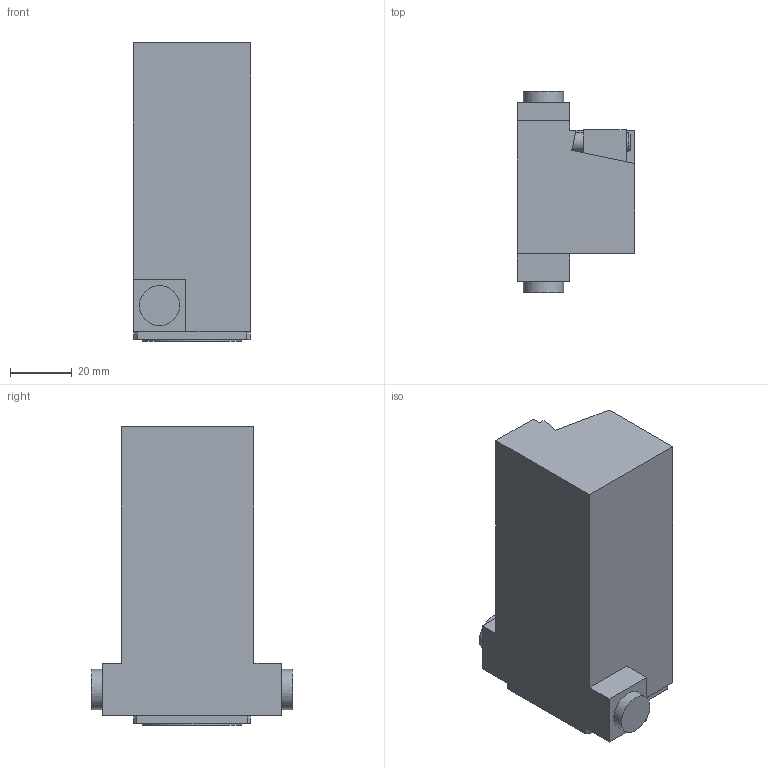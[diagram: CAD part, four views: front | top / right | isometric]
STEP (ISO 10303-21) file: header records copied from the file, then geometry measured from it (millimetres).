
FILE_DESCRIPTION(/* description */ (''),/* implementation_level */ '2;1');
FILE_NAME(/* name */ '1533708088333.stp',/* time_stamp */ '2018-08-08T08:01:35+02:00',/* author */ (''),/* organization */ ('SMS'),/* preprocessor_version */ 'ST-DEVELOPER v15',/* originating_system */ 'SIEMENS PLM Software NX 8.5',/* authorisation */ '');
FILE_SCHEMA (('AUTOMOTIVE_DESIGN { 1 0 10303 214 3 1 1 1 }'));
Length unit declared in the file: millimetre
Products named in the file (1): 201810399mod000_00
Bounding box: 38 x 65 x 96.35 mm (x, y, z)
Volume: 142695.8 mm3; surface area: 22352.1 mm2
Topology: 1 solids, 1 shells, 60 faces, 156 edges, 105 vertices
Faces by surface type: plane 40, cylinder 11, cone 9
Full cylindrical faces by diameter (mm): 2 x1, 6 x6, 13 x2, 32 x1
Entity records: 1860 total; most frequent: CARTESIAN_POINT 393, DIRECTION 303, ORIENTED_EDGE 268, EDGE_CURVE 134, AXIS2_PLACEMENT_3D 107, VERTEX_POINT 96, LINE 89, VECTOR 89
